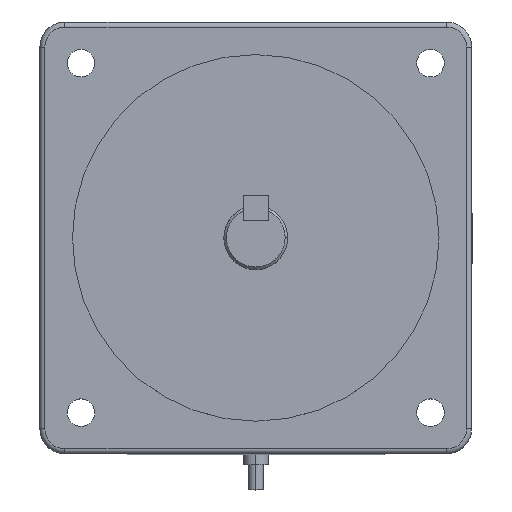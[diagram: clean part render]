
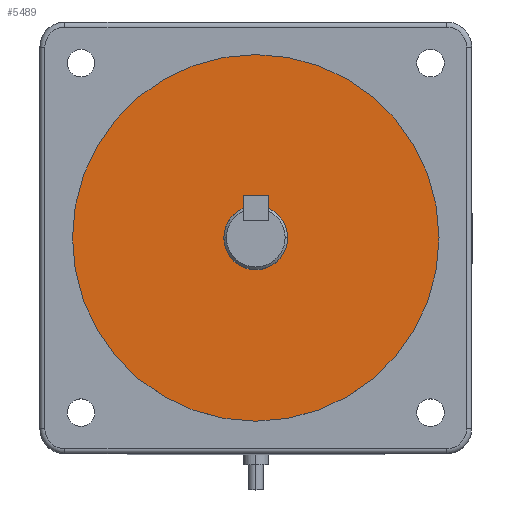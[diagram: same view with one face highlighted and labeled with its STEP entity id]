
A CAD part, top view. The second image highlights one B-rep face of the part: STEP entity #5489.
In plain terms, the highlighted planar face has unit normal (0, 0, 1).
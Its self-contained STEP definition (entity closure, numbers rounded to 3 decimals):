
#117 = VERTEX_POINT ( 'NONE', #6572 ) ;
#132 = EDGE_CURVE ( 'NONE', #117, #3701, #8352, .T. ) ;
#139 = CIRCLE ( 'NONE', #3694, 36.5 ) ;
#311 = EDGE_CURVE ( 'NONE', #7992, #2762, #139, .T. ) ;
#480 = ORIENTED_EDGE ( 'NONE', *, *, #2852, .F. ) ;
#1000 = CARTESIAN_POINT ( 'NONE',  ( 0., 0., 10. ) ) ;
#1099 = AXIS2_PLACEMENT_3D ( 'NONE', #5924, #5923, #5913 ) ;
#1512 = FACE_BOUND ( 'NONE', #5281, .T. ) ;
#1701 = DIRECTION ( 'NONE',  ( 1., 0., 0. ) ) ;
#2762 = VERTEX_POINT ( 'NONE', #7233 ) ;
#2852 = EDGE_CURVE ( 'NONE', #3701, #117, #3711, .T. ) ;
#2855 = AXIS2_PLACEMENT_3D ( 'NONE', #1000, #5897, #1701 ) ;
#3694 = AXIS2_PLACEMENT_3D ( 'NONE', #5483, #5474, #5466 ) ;
#3701 = VERTEX_POINT ( 'NONE', #7456 ) ;
#3711 = CIRCLE ( 'NONE', #1099, 6.35 ) ;
#4315 = CARTESIAN_POINT ( 'NONE',  ( 36.5, 0., 10. ) ) ;
#5281 = EDGE_LOOP ( 'NONE', ( #480, #6503 ) ) ;
#5466 = DIRECTION ( 'NONE',  ( 1., 0., 0. ) ) ;
#5474 = DIRECTION ( 'NONE',  ( 0., 0., 1. ) ) ;
#5483 = CARTESIAN_POINT ( 'NONE',  ( 0., 0., 10. ) ) ;
#5489 = ADVANCED_FACE ( 'NONE', ( #8600, #1512 ), #7147, .T. ) ;
#5856 = ORIENTED_EDGE ( 'NONE', *, *, #311, .T. ) ;
#5897 = DIRECTION ( 'NONE',  ( 0., 0., 1. ) ) ;
#5913 = DIRECTION ( 'NONE',  ( 1., 0., 0. ) ) ;
#5923 = DIRECTION ( 'NONE',  ( 0., 0., 1. ) ) ;
#5924 = CARTESIAN_POINT ( 'NONE',  ( 0., 0., 10. ) ) ;
#6252 = CIRCLE ( 'NONE', #2855, 36.5 ) ;
#6487 = DIRECTION ( 'NONE',  ( 1., 0., 0. ) ) ;
#6493 = DIRECTION ( 'NONE',  ( 0., 0., 1. ) ) ;
#6499 = CARTESIAN_POINT ( 'NONE',  ( 0., 0., 10. ) ) ;
#6503 = ORIENTED_EDGE ( 'NONE', *, *, #132, .F. ) ;
#6563 = ORIENTED_EDGE ( 'NONE', *, *, #8830, .T. ) ;
#6572 = CARTESIAN_POINT ( 'NONE',  ( 6.35, 0., 10. ) ) ;
#7120 = AXIS2_PLACEMENT_3D ( 'NONE', #6499, #6493, #6487 ) ;
#7130 = DIRECTION ( 'NONE',  ( 1., 0., 0. ) ) ;
#7139 = DIRECTION ( 'NONE',  ( 0., 0., 1. ) ) ;
#7147 = PLANE ( 'NONE',  #8775 ) ;
#7233 = CARTESIAN_POINT ( 'NONE',  ( -36.5, 0., 10. ) ) ;
#7456 = CARTESIAN_POINT ( 'NONE',  ( -6.35, 0., 10. ) ) ;
#7650 = CARTESIAN_POINT ( 'NONE',  ( 0., 0., 10. ) ) ;
#7952 = EDGE_LOOP ( 'NONE', ( #6563, #5856 ) ) ;
#7992 = VERTEX_POINT ( 'NONE', #4315 ) ;
#8352 = CIRCLE ( 'NONE', #7120, 6.35 ) ;
#8600 = FACE_OUTER_BOUND ( 'NONE', #7952, .T. ) ;
#8775 = AXIS2_PLACEMENT_3D ( 'NONE', #7650, #7139, #7130 ) ;
#8830 = EDGE_CURVE ( 'NONE', #2762, #7992, #6252, .T. ) ;
